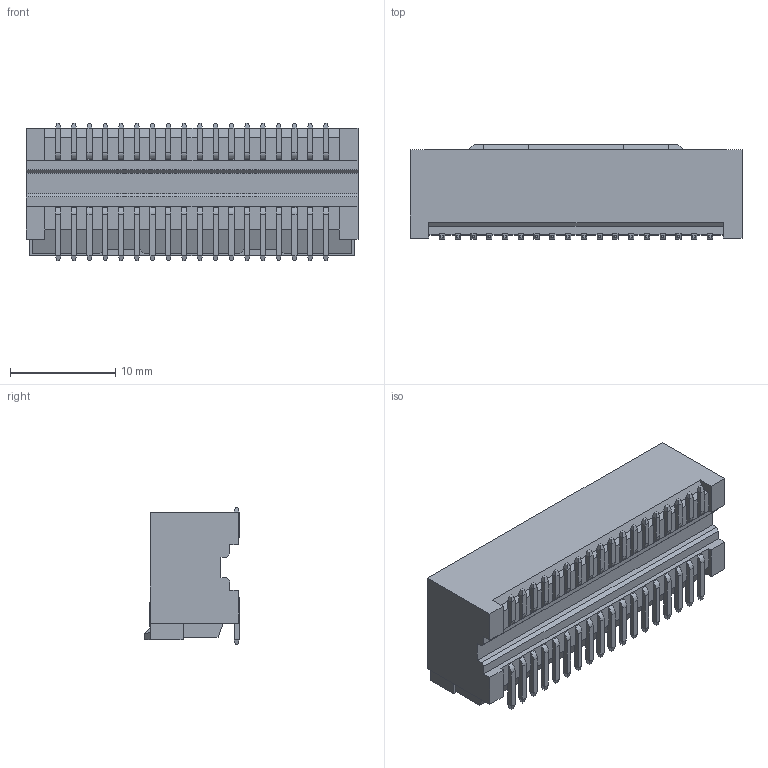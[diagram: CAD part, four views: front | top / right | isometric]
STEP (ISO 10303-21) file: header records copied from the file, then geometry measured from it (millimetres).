
FILE_DESCRIPTION((''),'2;1');
FILE_NAME('2016450360','2018-12-27T',('gga'),(''),'PRO/ENGINEER BY PARAMETRIC TECHNOLOGY CORPORATION, 2016010','PRO/ENGINEER BY PARAMETRIC TECHNOLOGY CORPORATION, 2016010','');
FILE_SCHEMA(('CONFIG_CONTROL_DESIGN'));
Length unit declared in the file: millimetre
Products named in the file (1): 2016450360
Bounding box: 31.6 x 9 x 13.1 mm (x, y, z)
Volume: 1481.8 mm3; surface area: 2911.5 mm2
Topology: 2 solids, 2 shells, 947 faces, 2580 edges, 1672 vertices
Faces by surface type: plane 911, cylinder 36
Entity records: 28791 total; most frequent: CARTESIAN_POINT 5056, ORIENTED_EDGE 4872, DIRECTION 4548, VECTOR 2508, LINE 2508, EDGE_CURVE 2436, VERTEX_POINT 1528, AXIS2_PLACEMENT_3D 1020
